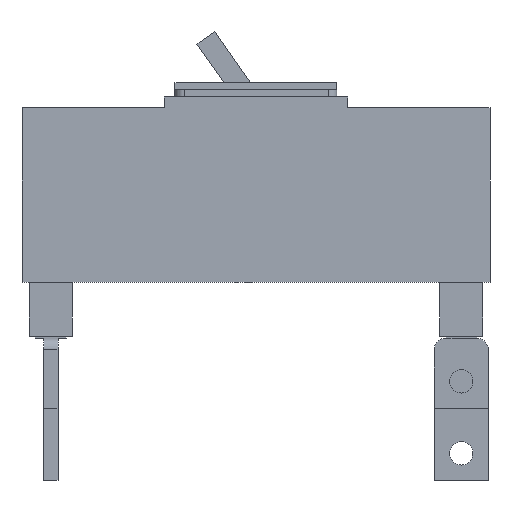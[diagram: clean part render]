
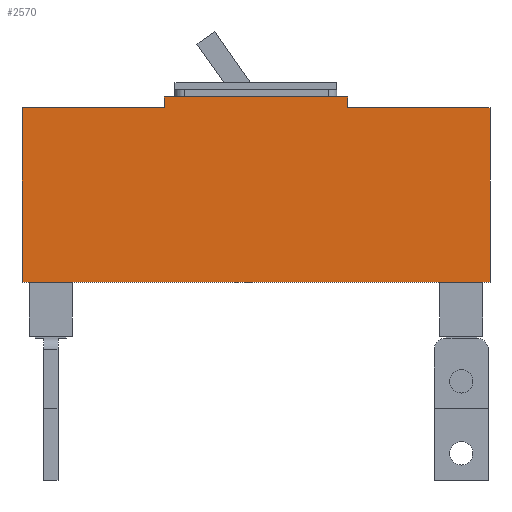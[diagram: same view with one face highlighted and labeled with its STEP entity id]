
A CAD part, left-side view. The second image highlights one B-rep face of the part: STEP entity #2570.
In plain terms, the highlighted planar face has unit normal (-1, 0, 0).
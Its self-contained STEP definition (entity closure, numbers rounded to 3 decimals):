
#1860=CARTESIAN_POINT('',(-70.,85.46,0.));
#1870=DIRECTION('',(1.,-0.,0.));
#1880=DIRECTION('',(0.,0.,-1.));
#1890=AXIS2_PLACEMENT_3D('',#1860,#1870,#1880);
#1900=PLANE('',#1890);
#1910=CARTESIAN_POINT('',(-70.,-51.,0.));
#1920=DIRECTION('',(0.,0.,-1.));
#1930=VECTOR('',#1920,1.);
#1940=LINE('',#1910,#1930);
#1950=CARTESIAN_POINT('',(-70.,-51.,
-138.378));
#1960=VERTEX_POINT('',#1950);
#1970=CARTESIAN_POINT('',(-70.,-51.,
-144.378));
#1980=VERTEX_POINT('',#1970);
#1990=EDGE_CURVE('',#1960,#1980,#1940,.T.);
#2000=ORIENTED_EDGE('',*,*,#1990,.F.);
#2010=CARTESIAN_POINT('',(-70.,0.,-144.378));
#2020=DIRECTION('',(0.,-1.,0.));
#2030=VECTOR('',#2020,1.);
#2040=LINE('',#2010,#2030);
#2050=CARTESIAN_POINT('',(-70.,-130.,-144.378));
#2060=VERTEX_POINT('',#2050);
#2070=EDGE_CURVE('',#1980,#2060,#2040,.T.);
#2080=ORIENTED_EDGE('',*,*,#2070,.F.);
#2090=CARTESIAN_POINT('',(-70.,-130.,0.));
#2100=DIRECTION('',(0.,0.,-1.));
#2110=VECTOR('',#2100,1.);
#2120=LINE('',#2090,#2110);
#2130=CARTESIAN_POINT('',(-70.,-130.,-241.378));
#2140=VERTEX_POINT('',#2130);
#2150=EDGE_CURVE('',#2060,#2140,#2120,.T.);
#2160=ORIENTED_EDGE('',*,*,#2150,.F.);
#2170=CARTESIAN_POINT('',(-70.,0.,-241.378));
#2180=DIRECTION('',(0.,1.,0.));
#2190=VECTOR('',#2180,1.);
#2200=LINE('',#2170,#2190);
#2210=CARTESIAN_POINT('',(-70.,130.,-241.378));
#2220=VERTEX_POINT('',#2210);
#2230=EDGE_CURVE('',#2140,#2220,#2200,.T.);
#2240=ORIENTED_EDGE('',*,*,#2230,.F.);
#2250=CARTESIAN_POINT('',(-70.,130.,0.));
#2260=DIRECTION('',(0.,0.,1.));
#2270=VECTOR('',#2260,1.);
#2280=LINE('',#2250,#2270);
#2290=CARTESIAN_POINT('',(-70.,130.,-144.378));
#2300=VERTEX_POINT('',#2290);
#2310=EDGE_CURVE('',#2220,#2300,#2280,.T.);
#2320=ORIENTED_EDGE('',*,*,#2310,.F.);
#2330=CARTESIAN_POINT('',(-70.,0.,-144.378));
#2340=DIRECTION('',(0.,-1.,0.));
#2350=VECTOR('',#2340,1.);
#2360=LINE('',#2330,#2350);
#2370=CARTESIAN_POINT('',(-70.,51.,
-144.378));
#2380=VERTEX_POINT('',#2370);
#2390=EDGE_CURVE('',#2300,#2380,#2360,.T.);
#2400=ORIENTED_EDGE('',*,*,#2390,.F.);
#2410=CARTESIAN_POINT('',(-70.,51.,0.));
#2420=DIRECTION('',(0.,0.,1.));
#2430=VECTOR('',#2420,1.);
#2440=LINE('',#2410,#2430);
#2450=CARTESIAN_POINT('',(-70.,51.,
-138.378));
#2460=VERTEX_POINT('',#2450);
#2470=EDGE_CURVE('',#2380,#2460,#2440,.T.);
#2480=ORIENTED_EDGE('',*,*,#2470,.F.);
#2490=CARTESIAN_POINT('',(-70.,0.,-138.378));
#2500=DIRECTION('',(0.,-1.,0.));
#2510=VECTOR('',#2500,1.);
#2520=LINE('',#2490,#2510);
#2530=EDGE_CURVE('',#2460,#1960,#2520,.T.);
#2540=ORIENTED_EDGE('',*,*,#2530,.F.);
#2550=EDGE_LOOP('',(#2540,#2480,#2400,#2320,#2240,#2160,#2080,#2000));
#2560=FACE_OUTER_BOUND('',#2550,.T.);
#2570=ADVANCED_FACE('',(#2560),#1900,.F.);
